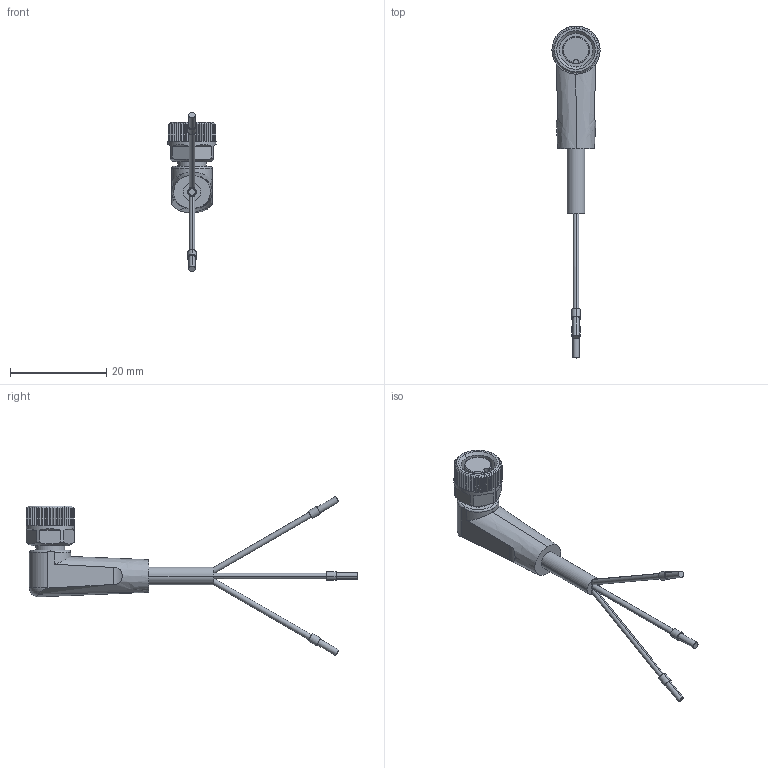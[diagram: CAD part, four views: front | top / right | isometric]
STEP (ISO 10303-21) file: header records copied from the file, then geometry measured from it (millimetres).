
FILE_DESCRIPTION(('HOOPS Exchange Step'),'2;1');
FILE_NAME('export-7125FE14-4E02-41A4-A3EE-340A237761E8.stp','2024-03-13T17:24:08+01:00',('Gebruiker'),('Alibre'),'HOOPS Exchange 2021.0','Alibre','Unknown authorisation');
FILE_SCHEMA( ('AP242_MANAGED_MODEL_BASED_3D_ENGINEERING_MIM_LF {1 0 10303 442 1 1 4 }') );
Length unit declared in the file: millimetre
Products named in the file (1): 6493 EVC155 Angled Female M8 4-pole (10m)
Bounding box: 10 x 69 x 33.11 mm (x, y, z)
Volume: 2126.9 mm3; surface area: 1977.6 mm2
Topology: 1 solids, 1 shells, 248 faces, 696 edges, 463 vertices
Faces by surface type: plane 136, cylinder 89, torus 12, cone 8, bspline 3
Entity records: 8612 total; most frequent: CARTESIAN_POINT 2327, ORIENTED_EDGE 1392, DIRECTION 1256, EDGE_CURVE 696, AXIS2_PLACEMENT_3D 466, VERTEX_POINT 463, VECTOR 324, LINE 324
